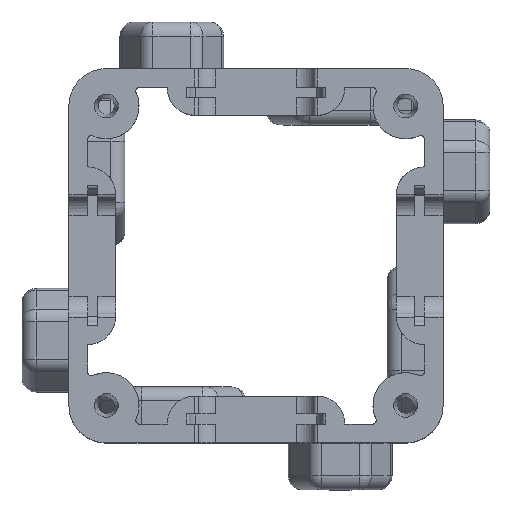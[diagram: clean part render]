
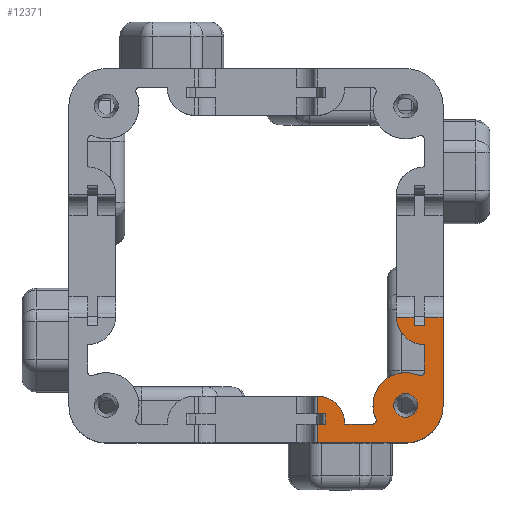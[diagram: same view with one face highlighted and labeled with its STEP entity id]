
A CAD part, top view. The second image highlights one B-rep face of the part: STEP entity #12371.
In plain terms, the highlighted planar face has unit normal (0, 0, 1).
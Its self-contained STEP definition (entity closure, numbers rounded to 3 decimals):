
#11786 = VERTEX_POINT('',#11787);
#11787 = CARTESIAN_POINT('',(12.443,-18.,20.));
#11793 = EDGE_CURVE('',#11794,#11786,#11796,.T.);
#11794 = VERTEX_POINT('',#11795);
#11795 = CARTESIAN_POINT('',(12.808,-17.436,20.));
#11796 = CIRCLE('',#11797,0.4);
#11797 = AXIS2_PLACEMENT_3D('',#11798,#11799,#11800);
#11798 = CARTESIAN_POINT('',(12.443,-17.6,20.));
#11799 = DIRECTION('',(0.,0.,-1.));
#11800 = DIRECTION('',(-1.,0.,0.));
#12343 = EDGE_CURVE('',#12344,#12346,#12348,.T.);
#12344 = VERTEX_POINT('',#12345);
#12345 = CARTESIAN_POINT('',(17.436,-12.808,20.));
#12346 = VERTEX_POINT('',#12347);
#12347 = CARTESIAN_POINT('',(18.,-12.443,20.));
#12348 = CIRCLE('',#12349,0.4);
#12349 = AXIS2_PLACEMENT_3D('',#12350,#12351,#12352);
#12350 = CARTESIAN_POINT('',(17.6,-12.443,20.));
#12351 = DIRECTION('',(0.,0.,1.));
#12352 = DIRECTION('',(1.,0.,0.));
#12371 = ADVANCED_FACE('',(#12372,#12520),#12531,.T.);
#12372 = FACE_BOUND('',#12373,.T.);
#12373 = EDGE_LOOP('',(#12374,#12382,#12391,#12399,#12407,#12415,#12423,
    #12431,#12439,#12448,#12456,#12464,#12472,#12480,#12488,#12496,
    #12505,#12511,#12512,#12519));
#12374 = ORIENTED_EDGE('',*,*,#12375,.T.);
#12375 = EDGE_CURVE('',#11786,#12376,#12378,.T.);
#12376 = VERTEX_POINT('',#12377);
#12377 = CARTESIAN_POINT('',(9.5,-18.,20.));
#12378 = LINE('',#12379,#12380);
#12379 = CARTESIAN_POINT('',(16.,-18.,20.));
#12380 = VECTOR('',#12381,1.);
#12381 = DIRECTION('',(-1.,0.,0.));
#12382 = ORIENTED_EDGE('',*,*,#12383,.F.);
#12383 = EDGE_CURVE('',#12384,#12376,#12386,.T.);
#12384 = VERTEX_POINT('',#12385);
#12385 = CARTESIAN_POINT('',(6.558,-15.001,20.));
#12386 = CIRCLE('',#12387,3.);
#12387 = AXIS2_PLACEMENT_3D('',#12388,#12389,#12390);
#12388 = CARTESIAN_POINT('',(6.5,-18.,20.));
#12389 = DIRECTION('',(0.,0.,-1.));
#12390 = DIRECTION('',(0.,1.,0.));
#12391 = ORIENTED_EDGE('',*,*,#12392,.F.);
#12392 = EDGE_CURVE('',#12393,#12384,#12395,.T.);
#12393 = VERTEX_POINT('',#12394);
#12394 = CARTESIAN_POINT('',(6.558,-16.9,20.));
#12395 = LINE('',#12396,#12397);
#12396 = CARTESIAN_POINT('',(6.558,-16.9,20.));
#12397 = VECTOR('',#12398,1.);
#12398 = DIRECTION('',(0.,1.,0.));
#12399 = ORIENTED_EDGE('',*,*,#12400,.T.);
#12400 = EDGE_CURVE('',#12393,#12401,#12403,.T.);
#12401 = VERTEX_POINT('',#12402);
#12402 = CARTESIAN_POINT('',(7.481,-16.9,20.));
#12403 = LINE('',#12404,#12405);
#12404 = CARTESIAN_POINT('',(8.351,-16.9,20.));
#12405 = VECTOR('',#12406,1.);
#12406 = DIRECTION('',(1.,0.,0.));
#12407 = ORIENTED_EDGE('',*,*,#12408,.F.);
#12408 = EDGE_CURVE('',#12409,#12401,#12411,.T.);
#12409 = VERTEX_POINT('',#12410);
#12410 = CARTESIAN_POINT('',(7.481,-18.,20.));
#12411 = LINE('',#12412,#12413);
#12412 = CARTESIAN_POINT('',(7.481,-18.,20.));
#12413 = VECTOR('',#12414,1.);
#12414 = DIRECTION('',(0.,1.,0.));
#12415 = ORIENTED_EDGE('',*,*,#12416,.T.);
#12416 = EDGE_CURVE('',#12409,#12417,#12419,.T.);
#12417 = VERTEX_POINT('',#12418);
#12418 = CARTESIAN_POINT('',(6.558,-18.,20.));
#12419 = LINE('',#12420,#12421);
#12420 = CARTESIAN_POINT('',(6.969,-18.,20.));
#12421 = VECTOR('',#12422,1.);
#12422 = DIRECTION('',(-1.,0.,0.));
#12423 = ORIENTED_EDGE('',*,*,#12424,.F.);
#12424 = EDGE_CURVE('',#12425,#12417,#12427,.T.);
#12425 = VERTEX_POINT('',#12426);
#12426 = CARTESIAN_POINT('',(6.558,-20.,20.));
#12427 = LINE('',#12428,#12429);
#12428 = CARTESIAN_POINT('',(6.558,-20.,20.));
#12429 = VECTOR('',#12430,1.);
#12430 = DIRECTION('',(0.,1.,0.));
#12431 = ORIENTED_EDGE('',*,*,#12432,.F.);
#12432 = EDGE_CURVE('',#12433,#12425,#12435,.T.);
#12433 = VERTEX_POINT('',#12434);
#12434 = CARTESIAN_POINT('',(16.,-20.,20.));
#12435 = LINE('',#12436,#12437);
#12436 = CARTESIAN_POINT('',(16.,-20.,20.));
#12437 = VECTOR('',#12438,1.);
#12438 = DIRECTION('',(-1.,0.,0.));
#12439 = ORIENTED_EDGE('',*,*,#12440,.T.);
#12440 = EDGE_CURVE('',#12433,#12441,#12443,.T.);
#12441 = VERTEX_POINT('',#12442);
#12442 = CARTESIAN_POINT('',(20.,-16.,20.));
#12443 = CIRCLE('',#12444,4.);
#12444 = AXIS2_PLACEMENT_3D('',#12445,#12446,#12447);
#12445 = CARTESIAN_POINT('',(16.,-16.,20.));
#12446 = DIRECTION('',(0.,0.,1.));
#12447 = DIRECTION('',(0.,-1.,0.));
#12448 = ORIENTED_EDGE('',*,*,#12449,.F.);
#12449 = EDGE_CURVE('',#12450,#12441,#12452,.T.);
#12450 = VERTEX_POINT('',#12451);
#12451 = CARTESIAN_POINT('',(20.,-6.558,20.));
#12452 = LINE('',#12453,#12454);
#12453 = CARTESIAN_POINT('',(20.,0.,20.));
#12454 = VECTOR('',#12455,1.);
#12455 = DIRECTION('',(0.,-1.,0.));
#12456 = ORIENTED_EDGE('',*,*,#12457,.T.);
#12457 = EDGE_CURVE('',#12450,#12458,#12460,.T.);
#12458 = VERTEX_POINT('',#12459);
#12459 = CARTESIAN_POINT('',(18.,-6.558,20.));
#12460 = LINE('',#12461,#12462);
#12461 = CARTESIAN_POINT('',(20.,-6.558,20.));
#12462 = VECTOR('',#12463,1.);
#12463 = DIRECTION('',(-1.,0.,0.));
#12464 = ORIENTED_EDGE('',*,*,#12465,.T.);
#12465 = EDGE_CURVE('',#12458,#12466,#12468,.T.);
#12466 = VERTEX_POINT('',#12467);
#12467 = CARTESIAN_POINT('',(18.,-7.481,20.));
#12468 = LINE('',#12469,#12470);
#12469 = CARTESIAN_POINT('',(18.,0.,20.));
#12470 = VECTOR('',#12471,1.);
#12471 = DIRECTION('',(0.,-1.,0.));
#12472 = ORIENTED_EDGE('',*,*,#12473,.T.);
#12473 = EDGE_CURVE('',#12466,#12474,#12476,.T.);
#12474 = VERTEX_POINT('',#12475);
#12475 = CARTESIAN_POINT('',(16.9,-7.481,20.));
#12476 = LINE('',#12477,#12478);
#12477 = CARTESIAN_POINT('',(18.,-7.481,20.));
#12478 = VECTOR('',#12479,1.);
#12479 = DIRECTION('',(-1.,0.,0.));
#12480 = ORIENTED_EDGE('',*,*,#12481,.F.);
#12481 = EDGE_CURVE('',#12482,#12474,#12484,.T.);
#12482 = VERTEX_POINT('',#12483);
#12483 = CARTESIAN_POINT('',(16.9,-6.558,20.));
#12484 = LINE('',#12485,#12486);
#12485 = CARTESIAN_POINT('',(16.9,-8.351,20.));
#12486 = VECTOR('',#12487,1.);
#12487 = DIRECTION('',(0.,-1.,0.));
#12488 = ORIENTED_EDGE('',*,*,#12489,.T.);
#12489 = EDGE_CURVE('',#12482,#12490,#12492,.T.);
#12490 = VERTEX_POINT('',#12491);
#12491 = CARTESIAN_POINT('',(15.001,-6.558,20.));
#12492 = LINE('',#12493,#12494);
#12493 = CARTESIAN_POINT('',(16.9,-6.558,20.));
#12494 = VECTOR('',#12495,1.);
#12495 = DIRECTION('',(-1.,0.,0.));
#12496 = ORIENTED_EDGE('',*,*,#12497,.T.);
#12497 = EDGE_CURVE('',#12490,#12498,#12500,.T.);
#12498 = VERTEX_POINT('',#12499);
#12499 = CARTESIAN_POINT('',(18.,-9.5,20.));
#12500 = CIRCLE('',#12501,3.);
#12501 = AXIS2_PLACEMENT_3D('',#12502,#12503,#12504);
#12502 = CARTESIAN_POINT('',(18.,-6.5,20.));
#12503 = DIRECTION('',(0.,0.,1.));
#12504 = DIRECTION('',(-1.,0.,0.));
#12505 = ORIENTED_EDGE('',*,*,#12506,.T.);
#12506 = EDGE_CURVE('',#12498,#12346,#12507,.T.);
#12507 = LINE('',#12508,#12509);
#12508 = CARTESIAN_POINT('',(18.,0.,20.));
#12509 = VECTOR('',#12510,1.);
#12510 = DIRECTION('',(0.,-1.,0.));
#12511 = ORIENTED_EDGE('',*,*,#12343,.F.);
#12512 = ORIENTED_EDGE('',*,*,#12513,.T.);
#12513 = EDGE_CURVE('',#12344,#11794,#12514,.T.);
#12514 = CIRCLE('',#12515,3.5);
#12515 = AXIS2_PLACEMENT_3D('',#12516,#12517,#12518);
#12516 = CARTESIAN_POINT('',(16.,-16.,20.));
#12517 = DIRECTION('',(0.,0.,1.));
#12518 = DIRECTION('',(1.,0.,0.));
#12519 = ORIENTED_EDGE('',*,*,#11793,.T.);
#12520 = FACE_BOUND('',#12521,.T.);
#12521 = EDGE_LOOP('',(#12522));
#12522 = ORIENTED_EDGE('',*,*,#12523,.F.);
#12523 = EDGE_CURVE('',#12524,#12524,#12526,.T.);
#12524 = VERTEX_POINT('',#12525);
#12525 = CARTESIAN_POINT('',(16.,-17.275,20.));
#12526 = CIRCLE('',#12527,1.275);
#12527 = AXIS2_PLACEMENT_3D('',#12528,#12529,#12530);
#12528 = CARTESIAN_POINT('',(16.,-16.,20.));
#12529 = DIRECTION('',(0.,0.,1.));
#12530 = DIRECTION('',(0.,-1.,0.));
#12531 = PLANE('',#12532);
#12532 = AXIS2_PLACEMENT_3D('',#12533,#12534,#12535);
#12533 = CARTESIAN_POINT('',(14.402,-14.402,20.));
#12534 = DIRECTION('',(0.,0.,1.));
#12535 = DIRECTION('',(0.,-1.,0.));
